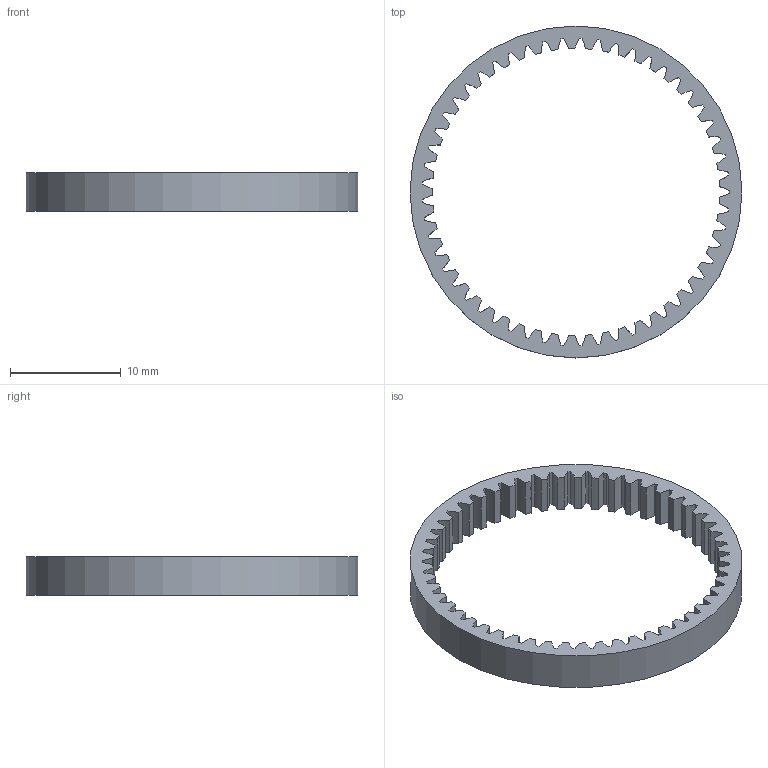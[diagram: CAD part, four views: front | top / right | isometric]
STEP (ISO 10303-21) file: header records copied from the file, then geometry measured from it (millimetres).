
FILE_DESCRIPTION(('FreeCAD Model'),'2;1');
FILE_NAME('Open CASCADE Shape Model','2025-07-30T21:32:19',('FreeCAD'),( 'FreeCAD'),'Open CASCADE STEP processor 7.6','FreeCAD','Unknown');
FILE_SCHEMA(('AUTOMOTIVE_DESIGN { 1 0 10303 214 1 1 1 1 }'));
Length unit declared in the file: millimetre
Products named in the file (1): Open CASCADE STEP translator 7.6 18
Bounding box: 30 x 30 x 3.5 mm (x, y, z)
Volume: 511.1 mm3; surface area: 1148 mm2
Topology: 1 solids, 1 shells, 215 faces, 639 edges, 426 vertices
Faces by surface type: extrusion 210, plane 4, cylinder 1
Full cylindrical faces by diameter (mm): 30 x1
Entity records: 13219 total; most frequent: CARTESIAN_POINT 8271, ORIENTED_EDGE 1278, EDGE_CURVE 639, B_SPLINE_CURVE_WITH_KNOTS 630, DIRECTION 443, VECTOR 427, VERTEX_POINT 426, FACE_BOUND 217
